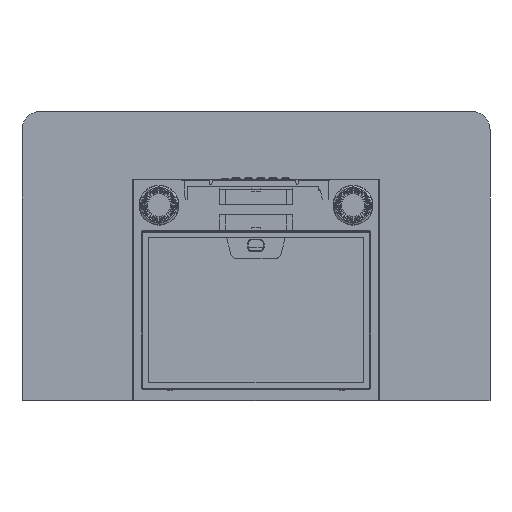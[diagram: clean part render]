
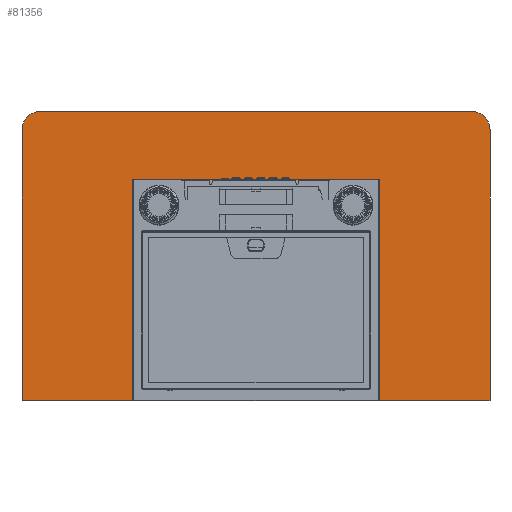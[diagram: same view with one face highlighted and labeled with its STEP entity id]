
A CAD part, front view. The second image highlights one B-rep face of the part: STEP entity #81356.
In plain terms, the highlighted planar face has unit normal (0, -1, 0).
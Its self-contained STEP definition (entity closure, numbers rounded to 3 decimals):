
#81104=DIRECTION('',(1.,0.,0.));
#81105=VECTOR('',#81104,229.);
#81106=CARTESIAN_POINT('',(-380.,37.1,-180.));
#81107=LINE('',#81106,#81105);
#81116=DIRECTION('',(0.,0.,-1.));
#81117=VECTOR('',#81116,255.);
#81118=CARTESIAN_POINT('',(-151.,37.1,75.));
#81119=LINE('',#81118,#81117);
#81120=CARTESIAN_POINT('',(-350.,37.1,260.));
#81121=DIRECTION('',(0.,1.,0.));
#81122=DIRECTION('',(-1.,0.,0.));
#81123=AXIS2_PLACEMENT_3D('',#81120,#81121,#81122);
#81125=DIRECTION('',(1.,0.,0.));
#81126=VECTOR('',#81125,700.);
#81127=CARTESIAN_POINT('',(-350.,37.1,290.));
#81128=LINE('',#81127,#81126);
#81129=CARTESIAN_POINT('',(350.,37.1,260.));
#81130=DIRECTION('',(0.,1.,0.));
#81131=DIRECTION('',(0.,0.,1.));
#81132=AXIS2_PLACEMENT_3D('',#81129,#81130,#81131);
#81134=DIRECTION('',(0.,0.,-1.));
#81135=VECTOR('',#81134,440.);
#81136=CARTESIAN_POINT('',(380.,37.1,260.));
#81137=LINE('',#81136,#81135);
#81138=CARTESIAN_POINT('',(145.,37.1,75.));
#81139=DIRECTION('',(0.,-1.,0.));
#81140=DIRECTION('',(1.,0.,0.));
#81141=AXIS2_PLACEMENT_3D('',#81138,#81139,#81140);
#81143=DIRECTION('',(-1.,0.,0.));
#81144=VECTOR('',#81143,290.);
#81145=CARTESIAN_POINT('',(145.,37.1,81.));
#81146=LINE('',#81145,#81144);
#81147=CARTESIAN_POINT('',(-145.,37.1,75.));
#81148=DIRECTION('',(0.,-1.,0.));
#81149=DIRECTION('',(0.,0.,1.));
#81150=AXIS2_PLACEMENT_3D('',#81147,#81148,#81149);
#81152=DIRECTION('',(0.,0.,-1.));
#81153=VECTOR('',#81152,440.);
#81154=CARTESIAN_POINT('',(-380.,37.1,260.));
#81155=LINE('',#81154,#81153);
#81216=DIRECTION('',(0.,0.,-1.));
#81217=VECTOR('',#81216,255.);
#81218=CARTESIAN_POINT('',(151.,37.1,75.));
#81219=LINE('',#81218,#81217);
#81224=DIRECTION('',(1.,0.,0.));
#81225=VECTOR('',#81224,229.);
#81226=CARTESIAN_POINT('',(151.,37.1,-180.));
#81227=LINE('',#81226,#81225);
#81249=CARTESIAN_POINT('',(-151.,37.1,-180.));
#81251=VERTEX_POINT('',#81249);
#81254=CARTESIAN_POINT('',(-380.,37.1,-180.));
#81255=VERTEX_POINT('',#81254);
#81257=CARTESIAN_POINT('',(151.,37.1,-180.));
#81259=VERTEX_POINT('',#81257);
#81260=CARTESIAN_POINT('',(380.,37.1,-180.));
#81261=VERTEX_POINT('',#81260);
#81264=CARTESIAN_POINT('',(-151.,37.1,75.));
#81265=VERTEX_POINT('',#81264);
#81268=CARTESIAN_POINT('',(-380.,37.1,260.));
#81269=VERTEX_POINT('',#81268);
#81270=CARTESIAN_POINT('',(-350.,37.1,290.));
#81271=VERTEX_POINT('',#81270);
#81272=CARTESIAN_POINT('',(350.,37.1,290.));
#81273=VERTEX_POINT('',#81272);
#81274=CARTESIAN_POINT('',(380.,37.1,260.));
#81275=VERTEX_POINT('',#81274);
#81276=CARTESIAN_POINT('',(151.,37.1,75.));
#81277=VERTEX_POINT('',#81276);
#81278=CARTESIAN_POINT('',(145.,37.1,81.));
#81279=VERTEX_POINT('',#81278);
#81280=CARTESIAN_POINT('',(-145.,37.1,81.));
#81281=VERTEX_POINT('',#81280);
#81327=CARTESIAN_POINT('',(380.,37.1,-180.));
#81328=DIRECTION('',(0.,-1.,0.));
#81329=DIRECTION('',(-1.,0.,0.));
#81330=AXIS2_PLACEMENT_3D('',#81327,#81328,#81329);
#81331=PLANE('',#81330);
#81332=ORIENTED_EDGE('',*,*,#81318,.T.);
#81333=ORIENTED_EDGE('',*,*,#81307,.F.);
#81335=ORIENTED_EDGE('',*,*,#81334,.F.);
#81337=ORIENTED_EDGE('',*,*,#81336,.T.);
#81339=ORIENTED_EDGE('',*,*,#81338,.T.);
#81341=ORIENTED_EDGE('',*,*,#81340,.T.);
#81343=ORIENTED_EDGE('',*,*,#81342,.T.);
#81345=ORIENTED_EDGE('',*,*,#81344,.F.);
#81347=ORIENTED_EDGE('',*,*,#81346,.F.);
#81349=ORIENTED_EDGE('',*,*,#81348,.T.);
#81351=ORIENTED_EDGE('',*,*,#81350,.T.);
#81353=ORIENTED_EDGE('',*,*,#81352,.T.);
#81354=EDGE_LOOP('',(#81332,#81333,#81335,#81337,#81339,#81341,#81343,#81345,
#81347,#81349,#81351,#81353));
#81355=FACE_OUTER_BOUND('',#81354,.F.);
#81356=ADVANCED_FACE('',(#81355),#81331,.T.);
#81124=CIRCLE('',#81123,30.);
#81133=CIRCLE('',#81132,30.);
#81142=CIRCLE('',#81141,6.);
#81151=CIRCLE('',#81150,6.);
#81307=EDGE_CURVE('',#81255,#81251,#81107,.T.);
#81318=EDGE_CURVE('',#81265,#81251,#81119,.T.);
#81334=EDGE_CURVE('',#81269,#81255,#81155,.T.);
#81336=EDGE_CURVE('',#81269,#81271,#81124,.T.);
#81338=EDGE_CURVE('',#81271,#81273,#81128,.T.);
#81340=EDGE_CURVE('',#81273,#81275,#81133,.T.);
#81342=EDGE_CURVE('',#81275,#81261,#81137,.T.);
#81344=EDGE_CURVE('',#81259,#81261,#81227,.T.);
#81346=EDGE_CURVE('',#81277,#81259,#81219,.T.);
#81348=EDGE_CURVE('',#81277,#81279,#81142,.T.);
#81350=EDGE_CURVE('',#81279,#81281,#81146,.T.);
#81352=EDGE_CURVE('',#81281,#81265,#81151,.T.);
